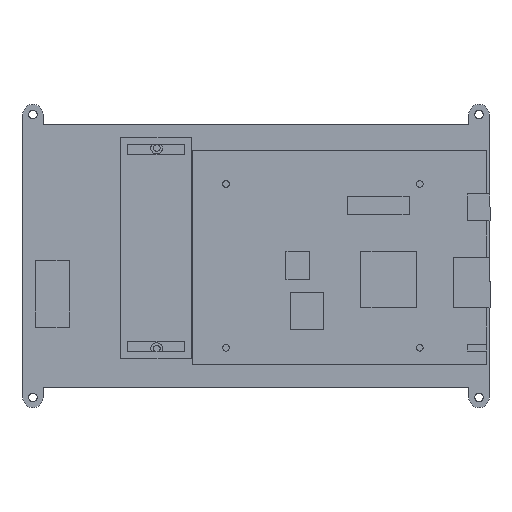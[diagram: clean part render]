
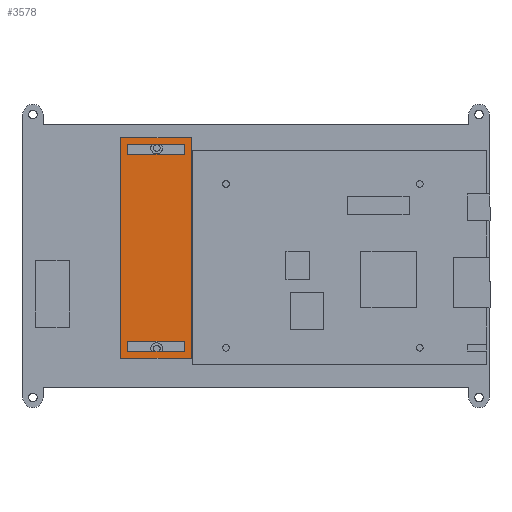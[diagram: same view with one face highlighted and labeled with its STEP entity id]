
A CAD part, top view. The second image highlights one B-rep face of the part: STEP entity #3578.
In plain terms, the highlighted planar face has unit normal (0, 0, 1).
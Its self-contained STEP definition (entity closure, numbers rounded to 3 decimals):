
#15 = VERTEX_POINT ( 'NONE', #5290 ) ;
#16 = ORIENTED_EDGE ( 'NONE', *, *, #565, .F. ) ;
#33 = CARTESIAN_POINT ( 'NONE',  ( -10.5, -33., 1.2 ) ) ;
#106 = LINE ( 'NONE', #1562, #2094 ) ;
#165 = VERTEX_POINT ( 'NONE', #3781 ) ;
#295 = DIRECTION ( 'NONE',  ( 0., -1., 0. ) ) ;
#351 = ORIENTED_EDGE ( 'NONE', *, *, #5456, .F. ) ;
#422 = DIRECTION ( 'NONE',  ( -1., 0., 0. ) ) ;
#457 = EDGE_CURVE ( 'NONE', #1997, #15, #3758, .T. ) ;
#505 = VECTOR ( 'NONE', #4400, 1000. ) ;
#565 = EDGE_CURVE ( 'NONE', #2699, #588, #5368, .T. ) ;
#588 = VERTEX_POINT ( 'NONE', #1009 ) ;
#607 = FACE_BOUND ( 'NONE', #1046, .T. ) ;
#640 = CARTESIAN_POINT ( 'NONE',  ( 0., 0., 1.2 ) ) ;
#756 = CARTESIAN_POINT ( 'NONE',  ( 10.5, -33., 1.2 ) ) ;
#764 = AXIS2_PLACEMENT_3D ( 'NONE', #640, #4150, #1529 ) ;
#830 = LINE ( 'NONE', #4849, #5323 ) ;
#863 = DIRECTION ( 'NONE',  ( -1., 0., 0. ) ) ;
#968 = CARTESIAN_POINT ( 'NONE',  ( -8.5, 28., 1.2 ) ) ;
#1009 = CARTESIAN_POINT ( 'NONE',  ( 8.5, 31., 1.2 ) ) ;
#1011 = CARTESIAN_POINT ( 'NONE',  ( 8.5, -28., 1.2 ) ) ;
#1046 = EDGE_LOOP ( 'NONE', ( #3808, #4999, #351, #16 ) ) ;
#1096 = PLANE ( 'NONE',  #764 ) ;
#1207 = CARTESIAN_POINT ( 'NONE',  ( 8.5, -31., 1.2 ) ) ;
#1408 = CARTESIAN_POINT ( 'NONE',  ( -8.5, -31., 1.2 ) ) ;
#1410 = VERTEX_POINT ( 'NONE', #1408 ) ;
#1411 = CARTESIAN_POINT ( 'NONE',  ( -10.5, 33., 1.2 ) ) ;
#1442 = LINE ( 'NONE', #3369, #2588 ) ;
#1529 = DIRECTION ( 'NONE',  ( 1., 0., 0. ) ) ;
#1557 = VERTEX_POINT ( 'NONE', #1011 ) ;
#1558 = LINE ( 'NONE', #3503, #3752 ) ;
#1562 = CARTESIAN_POINT ( 'NONE',  ( -8.5, 31., 1.2 ) ) ;
#1681 = ORIENTED_EDGE ( 'NONE', *, *, #3067, .F. ) ;
#1793 = ORIENTED_EDGE ( 'NONE', *, *, #3242, .F. ) ;
#1892 = VECTOR ( 'NONE', #2743, 1000. ) ;
#1919 = EDGE_CURVE ( 'NONE', #15, #2293, #2821, .T. ) ;
#1997 = VERTEX_POINT ( 'NONE', #1411 ) ;
#2063 = DIRECTION ( 'NONE',  ( 0., 1., 0. ) ) ;
#2075 = ORIENTED_EDGE ( 'NONE', *, *, #3736, .F. ) ;
#2089 = ORIENTED_EDGE ( 'NONE', *, *, #4207, .F. ) ;
#2094 = VECTOR ( 'NONE', #5476, 1000. ) ;
#2115 = EDGE_CURVE ( 'NONE', #2293, #3991, #2152, .T. ) ;
#2152 = LINE ( 'NONE', #756, #5478 ) ;
#2219 = CARTESIAN_POINT ( 'NONE',  ( 10.5, -33., 1.2 ) ) ;
#2243 = VECTOR ( 'NONE', #4334, 1000. ) ;
#2293 = VERTEX_POINT ( 'NONE', #2851 ) ;
#2306 = CARTESIAN_POINT ( 'NONE',  ( 8.5, 31., 1.2 ) ) ;
#2365 = LINE ( 'NONE', #3667, #5582 ) ;
#2588 = VECTOR ( 'NONE', #295, 1000. ) ;
#2593 = EDGE_CURVE ( 'NONE', #3991, #1997, #5239, .T. ) ;
#2664 = FACE_OUTER_BOUND ( 'NONE', #3947, .T. ) ;
#2699 = VERTEX_POINT ( 'NONE', #4612 ) ;
#2743 = DIRECTION ( 'NONE',  ( 0., 1., 0. ) ) ;
#2796 = VECTOR ( 'NONE', #3891, 1000. ) ;
#2821 = LINE ( 'NONE', #2219, #505 ) ;
#2851 = CARTESIAN_POINT ( 'NONE',  ( 10.5, -33., 1.2 ) ) ;
#3005 = ORIENTED_EDGE ( 'NONE', *, *, #2593, .T. ) ;
#3032 = VERTEX_POINT ( 'NONE', #968 ) ;
#3067 = EDGE_CURVE ( 'NONE', #4018, #1557, #5118, .T. ) ;
#3242 = EDGE_CURVE ( 'NONE', #1410, #4018, #830, .T. ) ;
#3369 = CARTESIAN_POINT ( 'NONE',  ( -8.5, -31., 1.2 ) ) ;
#3487 = CARTESIAN_POINT ( 'NONE',  ( 10.5, 33., 1.2 ) ) ;
#3502 = ORIENTED_EDGE ( 'NONE', *, *, #1919, .T. ) ;
#3503 = CARTESIAN_POINT ( 'NONE',  ( -8.5, -28., 1.2 ) ) ;
#3564 = DIRECTION ( 'NONE',  ( 1., 0., 0. ) ) ;
#3578 = ADVANCED_FACE ( 'NONE', ( #607, #2664, #3840 ), #1096, .T. ) ;
#3667 = CARTESIAN_POINT ( 'NONE',  ( -8.5, 28., 1.2 ) ) ;
#3736 = EDGE_CURVE ( 'NONE', #165, #1410, #1442, .T. ) ;
#3752 = VECTOR ( 'NONE', #422, 1000. ) ;
#3758 = LINE ( 'NONE', #33, #4781 ) ;
#3781 = CARTESIAN_POINT ( 'NONE',  ( -8.5, -28., 1.2 ) ) ;
#3808 = ORIENTED_EDGE ( 'NONE', *, *, #4710, .F. ) ;
#3840 = FACE_BOUND ( 'NONE', #3857, .T. ) ;
#3857 = EDGE_LOOP ( 'NONE', ( #1681, #1793, #2075, #2089 ) ) ;
#3881 = CARTESIAN_POINT ( 'NONE',  ( -8.5, 31., 1.2 ) ) ;
#3891 = DIRECTION ( 'NONE',  ( 0., 1., 0. ) ) ;
#3947 = EDGE_LOOP ( 'NONE', ( #4531, #3502, #5097, #3005 ) ) ;
#3986 = DIRECTION ( 'NONE',  ( 0., -1., 0. ) ) ;
#3991 = VERTEX_POINT ( 'NONE', #4673 ) ;
#4018 = VERTEX_POINT ( 'NONE', #1207 ) ;
#4150 = DIRECTION ( 'NONE',  ( 0., 0., 1. ) ) ;
#4207 = EDGE_CURVE ( 'NONE', #1557, #165, #1558, .T. ) ;
#4327 = CARTESIAN_POINT ( 'NONE',  ( 8.5, -31., 1.2 ) ) ;
#4334 = DIRECTION ( 'NONE',  ( 0., -1., 0. ) ) ;
#4400 = DIRECTION ( 'NONE',  ( 1., 0., 0. ) ) ;
#4514 = EDGE_CURVE ( 'NONE', #4732, #3032, #4549, .T. ) ;
#4531 = ORIENTED_EDGE ( 'NONE', *, *, #457, .T. ) ;
#4539 = CARTESIAN_POINT ( 'NONE',  ( -8.5, 31., 1.2 ) ) ;
#4549 = LINE ( 'NONE', #3881, #2243 ) ;
#4612 = CARTESIAN_POINT ( 'NONE',  ( 8.5, 28., 1.2 ) ) ;
#4673 = CARTESIAN_POINT ( 'NONE',  ( 10.5, 33., 1.2 ) ) ;
#4710 = EDGE_CURVE ( 'NONE', #3032, #2699, #2365, .T. ) ;
#4732 = VERTEX_POINT ( 'NONE', #4539 ) ;
#4781 = VECTOR ( 'NONE', #3986, 1000. ) ;
#4849 = CARTESIAN_POINT ( 'NONE',  ( -8.5, -31., 1.2 ) ) ;
#4960 = DIRECTION ( 'NONE',  ( 1., 0., 0. ) ) ;
#4999 = ORIENTED_EDGE ( 'NONE', *, *, #4514, .F. ) ;
#5097 = ORIENTED_EDGE ( 'NONE', *, *, #2115, .T. ) ;
#5118 = LINE ( 'NONE', #4327, #2796 ) ;
#5239 = LINE ( 'NONE', #3487, #5503 ) ;
#5290 = CARTESIAN_POINT ( 'NONE',  ( -10.5, -33., 1.2 ) ) ;
#5323 = VECTOR ( 'NONE', #3564, 1000. ) ;
#5368 = LINE ( 'NONE', #2306, #1892 ) ;
#5456 = EDGE_CURVE ( 'NONE', #588, #4732, #106, .T. ) ;
#5476 = DIRECTION ( 'NONE',  ( -1., 0., 0. ) ) ;
#5478 = VECTOR ( 'NONE', #2063, 1000. ) ;
#5503 = VECTOR ( 'NONE', #863, 1000. ) ;
#5582 = VECTOR ( 'NONE', #4960, 1000. ) ;
